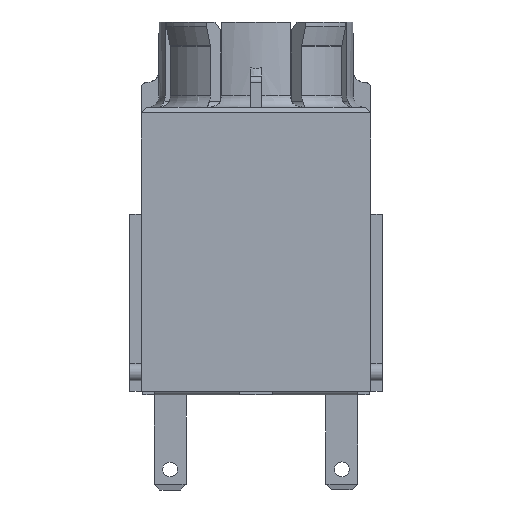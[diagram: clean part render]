
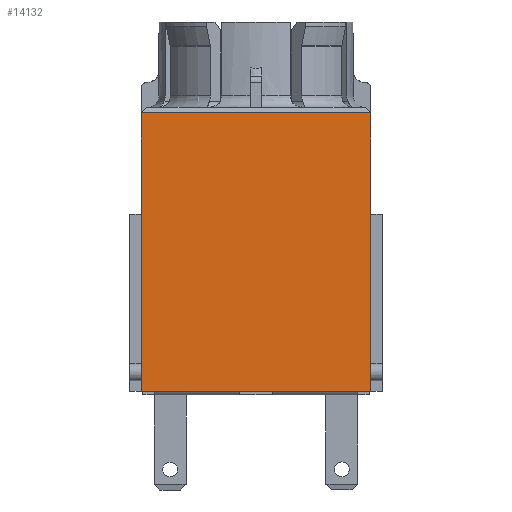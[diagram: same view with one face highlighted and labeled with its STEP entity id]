
A CAD part, front view. The second image highlights one B-rep face of the part: STEP entity #14132.
In plain terms, the highlighted planar face has unit normal (0, -1, 0).
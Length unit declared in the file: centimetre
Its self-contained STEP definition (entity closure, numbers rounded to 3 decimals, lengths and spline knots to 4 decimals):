
#944=FACE_OUTER_BOUND($,#1922,.T.);
#1922=EDGE_LOOP($,(#12562,#12563,#12564,#12565));
#3633=LINE($,#23260,#5354);
#3656=LINE($,#23307,#5377);
#3657=LINE($,#23309,#5378);
#3658=LINE($,#23310,#5379);
#5354=VECTOR($,#18341,2.02);
#5377=VECTOR($,#18386,2.02);
#5378=VECTOR($,#18389,2.45);
#5379=VECTOR($,#18390,2.45);
#6533=VERTEX_POINT($,#22198);
#6710=VERTEX_POINT($,#23258);
#6711=VERTEX_POINT($,#23259);
#6724=VERTEX_POINT($,#23303);
#8672=EDGE_CURVE($,#6710,#6711,#3633,.T.);
#8695=EDGE_CURVE($,#6533,#6724,#3656,.T.);
#8696=EDGE_CURVE($,#6710,#6533,#3657,.T.);
#8697=EDGE_CURVE($,#6711,#6724,#3658,.T.);
#12562=ORIENTED_EDGE($,*,*,#8695,.F.);
#12563=ORIENTED_EDGE($,*,*,#8696,.F.);
#12564=ORIENTED_EDGE($,*,*,#8672,.T.);
#12565=ORIENTED_EDGE($,*,*,#8697,.T.);
#13441=PLANE($,#15015);
#14132=ADVANCED_FACE($,(#944),#13441,.T.);
#15015=AXIS2_PLACEMENT_3D($,#23308,#18387,#18388);
#18341=DIRECTION($,(1.,0.,0.));
#18386=DIRECTION($,(1.,0.,0.));
#18387=DIRECTION('center_axis',(0.,-1.,0.));
#18388=DIRECTION('ref_axis',(0.,0.,
1.));
#18389=DIRECTION($,(0.,0.,1.));
#18390=DIRECTION($,(0.,0.,1.));
#22198=CARTESIAN_POINT('',(-1.01,-1.11,2.49));
#23258=CARTESIAN_POINT('',(-1.01,-1.11,0.04));
#23259=CARTESIAN_POINT('',(1.01,-1.11,0.04));
#23260=CARTESIAN_POINT($,(-1.01,-1.11,0.04));
#23303=CARTESIAN_POINT('',(1.01,-1.11,2.49));
#23307=CARTESIAN_POINT($,(0.505,-1.11,2.49));
#23308=CARTESIAN_POINT('Origin',(1.01,-1.11,0.04));
#23309=CARTESIAN_POINT($,(-1.01,-1.11,0.04));
#23310=CARTESIAN_POINT($,(1.01,-1.11,0.04));
